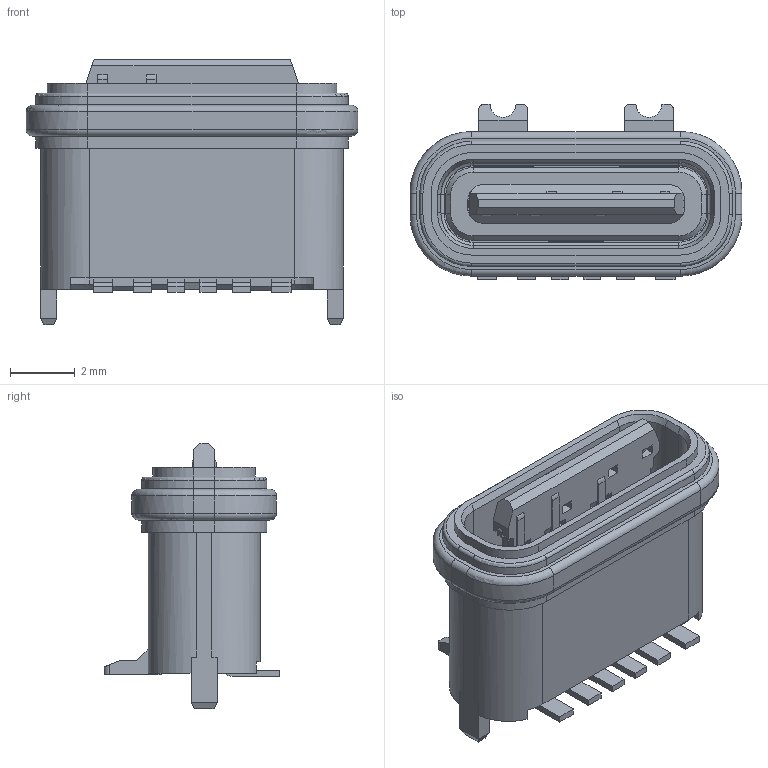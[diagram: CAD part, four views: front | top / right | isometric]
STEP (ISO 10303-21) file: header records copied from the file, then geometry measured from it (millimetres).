
FILE_DESCRIPTION(/* description */ (''),/* implementation_level */ '2;1');
FILE_NAME(/* name */ 'A820_3d.stp',/* time_stamp */ '2024-12-02T11:56:04+08:00',/* author */ (''),/* organization */ (''),/* preprocessor_version */ 'ST-DEVELOPER v16',/* originating_system */ 'SIEMENS PLM Software NX 10.0',/* authorisation */ '');
FILE_SCHEMA (('AUTOMOTIVE_DESIGN { 1 0 10303 214 3 1 1 1 }'));
Length unit declared in the file: millimetre
Products named in the file (1): xue213481B4x994
Bounding box: 10.24 x 5.41 x 8.2 mm (x, y, z)
Volume: 146.4 mm3; surface area: 521.3 mm2
Topology: 2 solids, 8 shells, 747 faces, 1963 edges, 1279 vertices
Faces by surface type: plane 565, cylinder 152, cone 14, torus 12, bspline 4
Entity records: 23091 total; most frequent: CARTESIAN_POINT 4808, ORIENTED_EDGE 3926, DIRECTION 3540, EDGE_CURVE 1963, LINE 1558, VECTOR 1558, VERTEX_POINT 1279, AXIS2_PLACEMENT_3D 991
